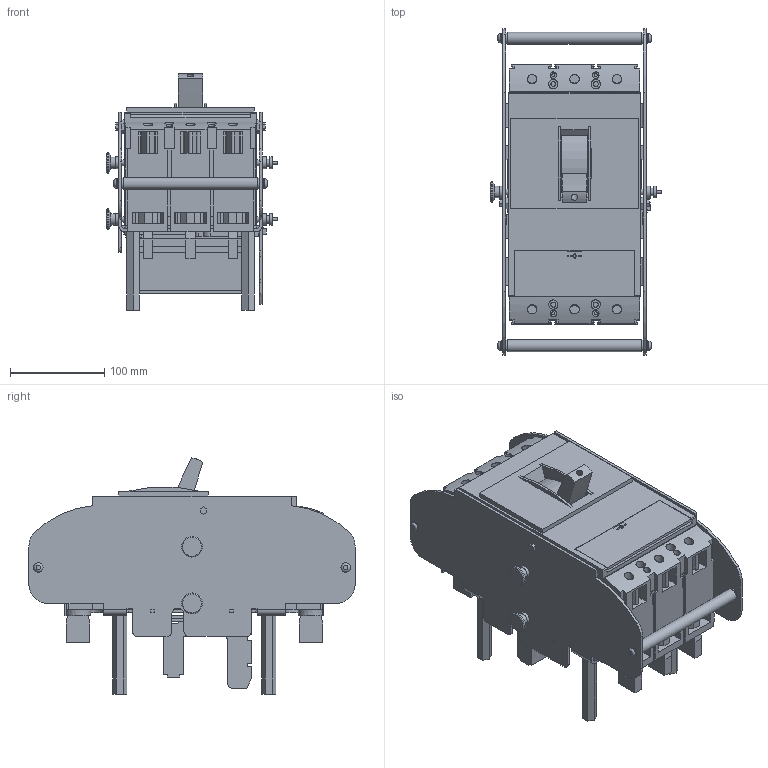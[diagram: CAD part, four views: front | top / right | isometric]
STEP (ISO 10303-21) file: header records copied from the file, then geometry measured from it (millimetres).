
FILE_DESCRIPTION(/* description */ ('STEP AP242','CAx-IF Rec.Pracs.---Representation and Presentation of Product Manufacturing Information (PMI)---4.0---2014-10-13','CAx-IF Rec.Pracs.---3D Tessellated Geometry---0.4---2014-09-14','2;1'),/* implementation_level */ '2;1');
FILE_NAME(/* name */ 'eaton-molded-case-switches-mcad-3d-models-nzm3-3p-xave',/* time_stamp */ '2025-06-20T09:15:51+02:00',/* author */ ('License CC BY-ND 4.0'),/* organization */ ('CADENAS'),/* preprocessor_version */ 'ST-DEVELOPER v19.3',/* originating_system */ 'PARTsolutions',/* authorisation */ ' ');
FILE_SCHEMA (('AP242_MANAGED_MODEL_BASED_3D_ENGINEERING_MIM_LF { 1 0 10303 442 1 1 4 }'));
Length unit declared in the file: millimetre
Products named in the file (1): id2
Bounding box: 182.3 x 346 x 250.62 mm (x, y, z)
Volume: 5171745.5 mm3; surface area: 566578.8 mm2
Topology: 1 solids, 2 shells, 1146 faces, 3095 edges, 2055 vertices
Faces by surface type: plane 890, cylinder 232, cone 20, torus 4
Full cylindrical faces by diameter (mm): 3 x2, 3.3 x4, 3.4 x1, 3.5 x2, 4 x4, 4.3 x2, 4.5 x2, 5.2 x4, 5.5 x8, 6 x8, 6.5 x4, 6.9 x4, 7 x1, 7.9 x2, 8.5 x2, 9.9 x4, 10 x6, 12 x4, 12.2 x2, 12.5 x2, 12.6 x4, 13 x2, 20 x1, 22 x2
Entity records: 35243 total; most frequent: CARTESIAN_POINT 6410, ORIENTED_EDGE 5936, DIRECTION 5740, EDGE_CURVE 2968, LINE 2396, VECTOR 2396, VERTEX_POINT 2019, AXIS2_PLACEMENT_3D 1672
